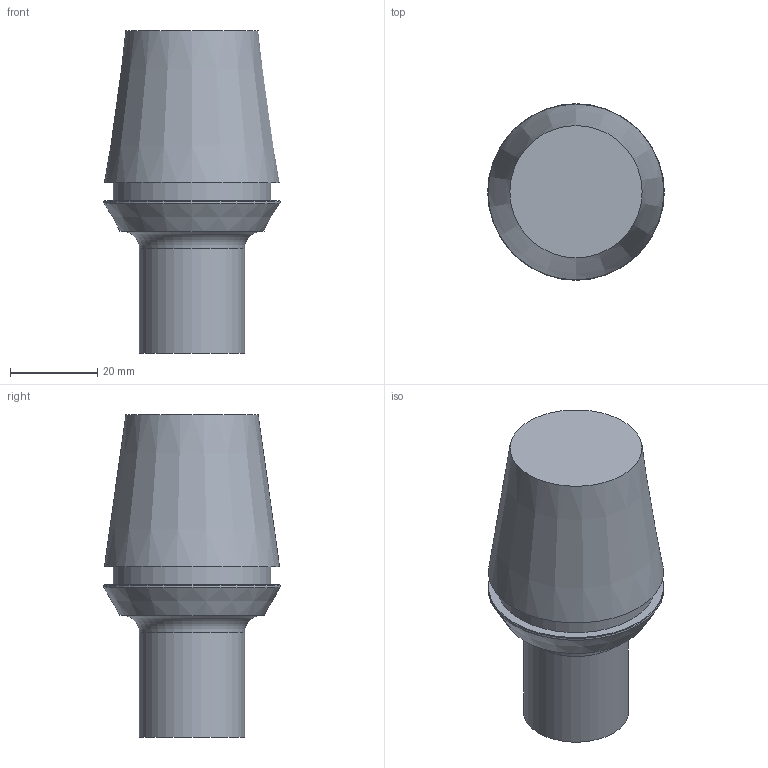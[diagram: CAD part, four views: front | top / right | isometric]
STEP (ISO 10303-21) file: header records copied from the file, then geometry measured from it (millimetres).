
FILE_DESCRIPTION(/* description */ (''),/* implementation_level */ '2;1');
FILE_NAME(/* name */ '1493898201427.stp',/* time_stamp */ '2017-05-04T13:43:25+02:00',/* author */ (''),/* organization */ ('SMS'),/* preprocessor_version */ 'ST-DEVELOPER v15',/* originating_system */ 'SIEMENS PLM Software NX 8.5',/* authorisation */ '');
FILE_SCHEMA (('AUTOMOTIVE_DESIGN { 1 0 10303 214 3 1 1 1 }'));
Length unit declared in the file: millimetre
Products named in the file (1): 200842737MOD000_02
Bounding box: 40.45 x 40.45 x 74 mm (x, y, z)
Volume: 59048.3 mm3; surface area: 9342.7 mm2
Topology: 1 solids, 1 shells, 12 faces, 22 edges, 15 vertices
Faces by surface type: plane 5, cone 3, cylinder 2, torus 2
Full cylindrical faces by diameter (mm): 24.1 x1, 36.2 x1
Entity records: 285 total; most frequent: DIRECTION 54, CARTESIAN_POINT 38, AXIS2_PLACEMENT_3D 27, EDGE_LOOP 22, ORIENTED_EDGE 22, FACE_BOUND 20, ADVANCED_FACE 12, VERTEX_POINT 11
